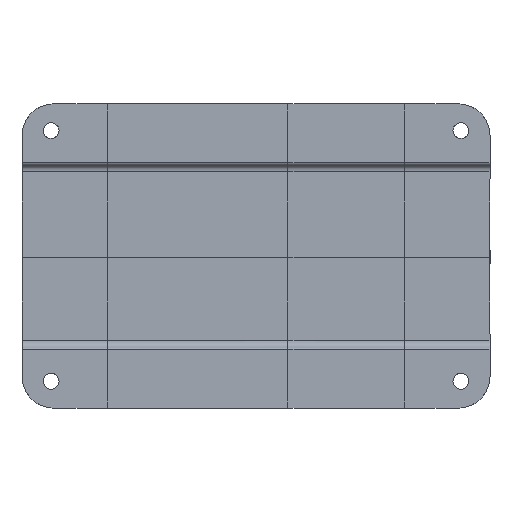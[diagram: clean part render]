
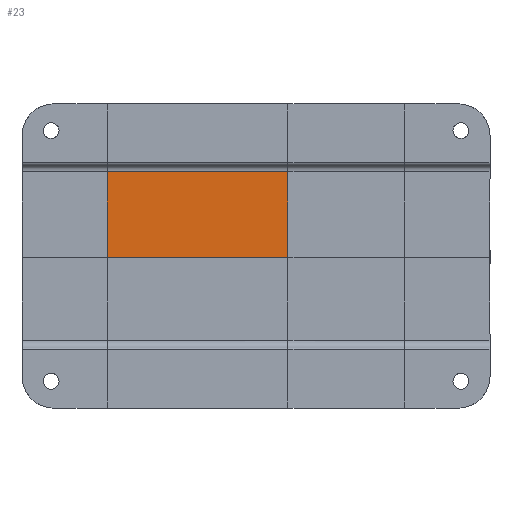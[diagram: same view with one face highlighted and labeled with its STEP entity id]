
A CAD part, front view. The second image highlights one B-rep face of the part: STEP entity #23.
In plain terms, the highlighted free-form (B-spline) face has degree [1, 2] with [2, 3] control points.
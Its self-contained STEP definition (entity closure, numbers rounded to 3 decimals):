
#23=ADVANCED_FACE('',(#143),#1587,.T.);
#143=FACE_OUTER_BOUND('',#263,.T.);
#263=EDGE_LOOP('',(#394,#395,#396,#397));
#394=ORIENTED_EDGE('',*,*,#1146,.T.);
#395=ORIENTED_EDGE('',*,*,#939,.F.);
#396=ORIENTED_EDGE('',*,*,#1145,.F.);
#397=ORIENTED_EDGE('',*,*,#935,.T.);
#935=EDGE_CURVE('',#1441,#1453,#1259,.T.);
#939=EDGE_CURVE('',#1463,#1464,#1263,.T.);
#1145=EDGE_CURVE('',#1441,#1463,#1219,.T.);
#1146=EDGE_CURVE('',#1453,#1464,#1220,.T.);
#1219=B_SPLINE_CURVE_WITH_KNOTS('',1,(#3341,#3342,#3343),.UNSPECIFIED.,
 .F.,.F.,(2,1,2),(0.,33.088,51.222),.UNSPECIFIED.);
#1220=B_SPLINE_CURVE_WITH_KNOTS('',1,(#3344,#3345,#3346),.UNSPECIFIED.,
 .F.,.F.,(2,1,2),(0.,33.088,51.222),.UNSPECIFIED.);
#1259=(
BOUNDED_CURVE()
B_SPLINE_CURVE(2,(#2795,#2796,#2797),.UNSPECIFIED.,.F.,.F.)
B_SPLINE_CURVE_WITH_KNOTS((3,3),(-880.211,-855.831),
 .UNSPECIFIED.)
CURVE()
GEOMETRIC_REPRESENTATION_ITEM()
RATIONAL_B_SPLINE_CURVE((1.,1.,1.))
REPRESENTATION_ITEM('')
);
#1263=(
BOUNDED_CURVE()
B_SPLINE_CURVE(2,(#2807,#2808,#2809),.UNSPECIFIED.,.F.,.F.)
B_SPLINE_CURVE_WITH_KNOTS((3,3),(-880.211,-855.831),
 .UNSPECIFIED.)
CURVE()
GEOMETRIC_REPRESENTATION_ITEM()
RATIONAL_B_SPLINE_CURVE((1.,1.,1.))
REPRESENTATION_ITEM('')
);
#1441=VERTEX_POINT('',#2591);
#1453=VERTEX_POINT('',#2603);
#1463=VERTEX_POINT('',#2613);
#1464=VERTEX_POINT('',#2614);
#1587=(
BOUNDED_SURFACE()
B_SPLINE_SURFACE(1,2,((#1810,#1811,#1812),(#1813,#1814,#1815)),
 .UNSPECIFIED.,.F.,.F.,.F.)
B_SPLINE_SURFACE_WITH_KNOTS((2,2),(3,3),(0.,51.222),(855.831,
880.211),.UNSPECIFIED.)
GEOMETRIC_REPRESENTATION_ITEM()
RATIONAL_B_SPLINE_SURFACE(((1.,1.,1.),(1.,1.,1.)))
REPRESENTATION_ITEM('')
SURFACE()
);
#1810=CARTESIAN_POINT('',(-42.155,125.881,8.863));
#1811=CARTESIAN_POINT('',(-42.155,125.881,21.053));
#1812=CARTESIAN_POINT('',(-42.155,125.881,33.243));
#1813=CARTESIAN_POINT('',(9.067,125.881,8.863));
#1814=CARTESIAN_POINT('',(9.067,125.881,21.053));
#1815=CARTESIAN_POINT('',(9.067,125.881,33.243));
#2591=CARTESIAN_POINT('',(-42.155,125.881,33.243));
#2603=CARTESIAN_POINT('',(-42.155,125.881,8.863));
#2613=CARTESIAN_POINT('',(9.067,125.881,33.243));
#2614=CARTESIAN_POINT('',(9.067,125.881,8.863));
#2795=CARTESIAN_POINT('',(-42.155,125.881,33.243));
#2796=CARTESIAN_POINT('',(-42.155,125.881,21.053));
#2797=CARTESIAN_POINT('',(-42.155,125.881,8.863));
#2807=CARTESIAN_POINT('',(9.067,125.881,33.243));
#2808=CARTESIAN_POINT('',(9.067,125.881,21.053));
#2809=CARTESIAN_POINT('',(9.067,125.881,8.863));
#3341=CARTESIAN_POINT('',(-42.155,125.881,33.243));
#3342=CARTESIAN_POINT('',(-9.067,125.881,33.243));
#3343=CARTESIAN_POINT('',(9.067,125.881,33.243));
#3344=CARTESIAN_POINT('',(-42.155,125.881,8.863));
#3345=CARTESIAN_POINT('',(-9.067,125.881,8.863));
#3346=CARTESIAN_POINT('',(9.067,125.881,8.863));
